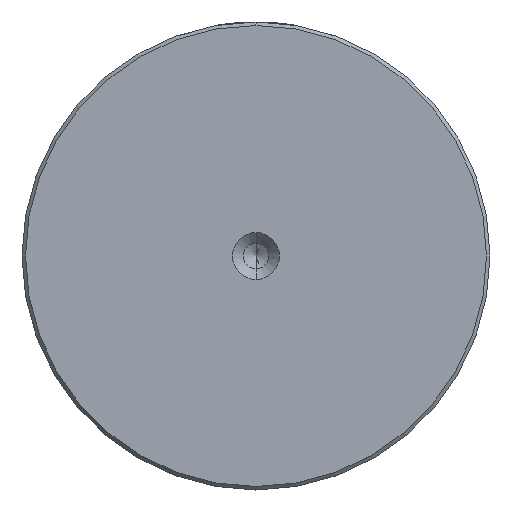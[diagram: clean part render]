
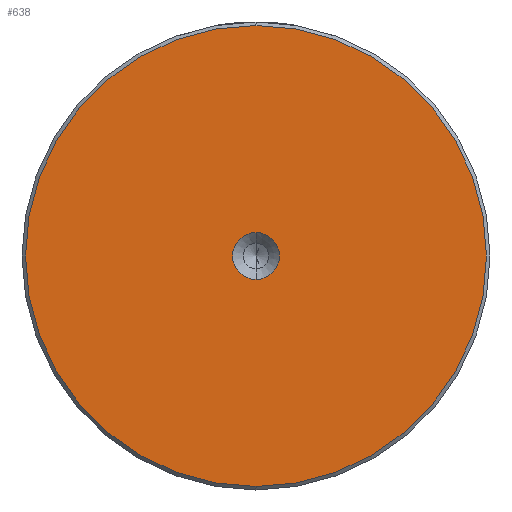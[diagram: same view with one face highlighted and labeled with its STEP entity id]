
A CAD part, left-side view. The second image highlights one B-rep face of the part: STEP entity #638.
In plain terms, the highlighted planar face has unit normal (-1, 0, 0).
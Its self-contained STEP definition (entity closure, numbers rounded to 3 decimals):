
#36 = AXIS2_PLACEMENT_3D ( 'NONE', #2133, #976, #2340 ) ;
#188 = ORIENTED_EDGE ( 'NONE', *, *, #2185, .F. ) ;
#276 = CARTESIAN_POINT ( 'NONE',  ( 0., 0., 0. ) ) ;
#478 = DIRECTION ( 'NONE',  ( 0., 0., 1. ) ) ;
#638 = ADVANCED_FACE ( 'NONE', ( #2374, #1339 ), #1471, .T. ) ;
#838 = AXIS2_PLACEMENT_3D ( 'NONE', #1129, #2512, #1338 ) ;
#860 = EDGE_CURVE ( 'NONE', #1193, #1716, #2468, .T. ) ;
#900 = DIRECTION ( 'NONE',  ( -1., 0., 0. ) ) ;
#902 = CIRCLE ( 'NONE', #1574, 3.3 ) ;
#954 = VERTEX_POINT ( 'NONE', #1395 ) ;
#976 = DIRECTION ( 'NONE',  ( -1., 0., 0. ) ) ;
#1026 = EDGE_CURVE ( 'NONE', #1716, #1193, #2138, .T. ) ;
#1117 = AXIS2_PLACEMENT_3D ( 'NONE', #2451, #2238, #2054 ) ;
#1129 = CARTESIAN_POINT ( 'NONE',  ( 0., 0., 0. ) ) ;
#1193 = VERTEX_POINT ( 'NONE', #1266 ) ;
#1266 = CARTESIAN_POINT ( 'NONE',  ( 0., 0., 32.5 ) ) ;
#1321 = EDGE_LOOP ( 'NONE', ( #2307, #1713 ) ) ;
#1338 = DIRECTION ( 'NONE',  ( 0., 0., 1. ) ) ;
#1339 = FACE_BOUND ( 'NONE', #1989, .T. ) ;
#1395 = CARTESIAN_POINT ( 'NONE',  ( 0., 0., 3.3 ) ) ;
#1471 = PLANE ( 'NONE',  #1117 ) ;
#1522 = CARTESIAN_POINT ( 'NONE',  ( 0., 0., -32.5 ) ) ;
#1574 = AXIS2_PLACEMENT_3D ( 'NONE', #2048, #900, #2250 ) ;
#1619 = DIRECTION ( 'NONE',  ( -1., 0., 0. ) ) ;
#1628 = CIRCLE ( 'NONE', #838, 3.3 ) ;
#1713 = ORIENTED_EDGE ( 'NONE', *, *, #860, .T. ) ;
#1716 = VERTEX_POINT ( 'NONE', #1522 ) ;
#1718 = EDGE_CURVE ( 'NONE', #2456, #954, #1628, .T. ) ;
#1970 = AXIS2_PLACEMENT_3D ( 'NONE', #276, #1619, #478 ) ;
#1989 = EDGE_LOOP ( 'NONE', ( #188, #2140 ) ) ;
#2048 = CARTESIAN_POINT ( 'NONE',  ( 0., 0., 0. ) ) ;
#2054 = DIRECTION ( 'NONE',  ( 0., 0., 1. ) ) ;
#2133 = CARTESIAN_POINT ( 'NONE',  ( 0., 0., 0. ) ) ;
#2138 = CIRCLE ( 'NONE', #1970, 32.5 ) ;
#2140 = ORIENTED_EDGE ( 'NONE', *, *, #1718, .F. ) ;
#2185 = EDGE_CURVE ( 'NONE', #954, #2456, #902, .T. ) ;
#2238 = DIRECTION ( 'NONE',  ( -1., 0., 0. ) ) ;
#2250 = DIRECTION ( 'NONE',  ( 0., 0., 1. ) ) ;
#2307 = ORIENTED_EDGE ( 'NONE', *, *, #1026, .T. ) ;
#2340 = DIRECTION ( 'NONE',  ( 0., 0., 1. ) ) ;
#2374 = FACE_OUTER_BOUND ( 'NONE', #1321, .T. ) ;
#2451 = CARTESIAN_POINT ( 'NONE',  ( 0., 0., 0. ) ) ;
#2456 = VERTEX_POINT ( 'NONE', #2463 ) ;
#2463 = CARTESIAN_POINT ( 'NONE',  ( 0., 0., -3.3 ) ) ;
#2468 = CIRCLE ( 'NONE', #36, 32.5 ) ;
#2512 = DIRECTION ( 'NONE',  ( -1., 0., 0. ) ) ;
